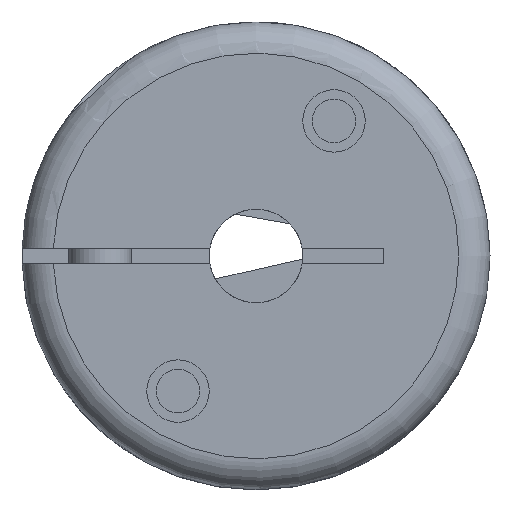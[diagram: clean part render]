
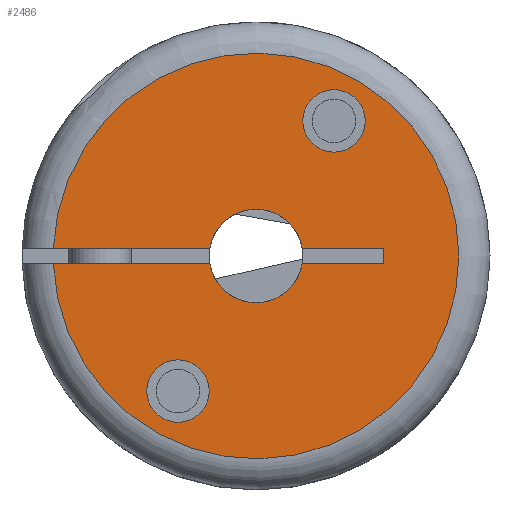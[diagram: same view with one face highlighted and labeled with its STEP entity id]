
A CAD part, left-side view. The second image highlights one B-rep face of the part: STEP entity #2486.
In plain terms, the highlighted planar face has unit normal (-1, 0, 0).
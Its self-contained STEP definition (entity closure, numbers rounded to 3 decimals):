
#138=LINE('',#3776,#318);
#139=LINE('',#3779,#319);
#140=LINE('',#3781,#320);
#141=LINE('',#3785,#321);
#142=LINE('',#3789,#322);
#318=VECTOR('',#3002,1000.);
#319=VECTOR('',#3003,1000.);
#320=VECTOR('',#3004,1000.);
#321=VECTOR('',#3007,1000.);
#322=VECTOR('',#3010,1000.);
#498=ORIENTED_EDGE('',*,*,#1160,.T.);
#499=ORIENTED_EDGE('',*,*,#1161,.T.);
#500=ORIENTED_EDGE('',*,*,#1162,.T.);
#501=ORIENTED_EDGE('',*,*,#1163,.T.);
#502=ORIENTED_EDGE('',*,*,#1164,.T.);
#503=ORIENTED_EDGE('',*,*,#1165,.T.);
#504=ORIENTED_EDGE('',*,*,#1166,.T.);
#505=ORIENTED_EDGE('',*,*,#1167,.F.);
#506=ORIENTED_EDGE('',*,*,#1168,.T.);
#507=ORIENTED_EDGE('',*,*,#1169,.T.);
#1160=EDGE_CURVE('',#1491,#1491,#1736,.T.);
#1161=EDGE_CURVE('',#1492,#1492,#1737,.T.);
#1162=EDGE_CURVE('',#1493,#1494,#138,.T.);
#1163=EDGE_CURVE('',#1494,#1495,#139,.T.);
#1164=EDGE_CURVE('',#1495,#1496,#140,.T.);
#1165=EDGE_CURVE('',#1496,#1497,#1738,.T.);
#1166=EDGE_CURVE('',#1497,#1498,#141,.T.);
#1167=EDGE_CURVE('',#1499,#1498,#1739,.T.);
#1168=EDGE_CURVE('',#1499,#1500,#142,.T.);
#1169=EDGE_CURVE('',#1500,#1493,#1740,.T.);
#1491=VERTEX_POINT('',#3773);
#1492=VERTEX_POINT('',#3775);
#1493=VERTEX_POINT('',#3777);
#1494=VERTEX_POINT('',#3778);
#1495=VERTEX_POINT('',#3780);
#1496=VERTEX_POINT('',#3782);
#1497=VERTEX_POINT('',#3784);
#1498=VERTEX_POINT('',#3786);
#1499=VERTEX_POINT('',#3788);
#1500=VERTEX_POINT('',#3790);
#1736=CIRCLE('',#2698,1.);
#1737=CIRCLE('',#2699,1.);
#1738=CIRCLE('',#2700,1.5);
#1739=CIRCLE('',#2701,6.5);
#1740=CIRCLE('',#2702,1.5);
#1859=EDGE_LOOP('',(#498));
#1860=EDGE_LOOP('',(#499));
#1861=EDGE_LOOP('',(#500,#501,#502,#503,#504,#505,#506,#507));
#2123=FACE_BOUND('',#1859,.T.);
#2124=FACE_BOUND('',#1860,.T.);
#2125=FACE_BOUND('',#1861,.T.);
#2387=PLANE('',#2697);
#2486=ADVANCED_FACE('',(#2123,#2124,#2125),#2387,.F.);
#2697=AXIS2_PLACEMENT_3D('',#3771,#2996,#2997);
#2698=AXIS2_PLACEMENT_3D('',#3772,#2998,#2999);
#2699=AXIS2_PLACEMENT_3D('',#3774,#3000,#3001);
#2700=AXIS2_PLACEMENT_3D('',#3783,#3005,#3006);
#2701=AXIS2_PLACEMENT_3D('',#3787,#3008,#3009);
#2702=AXIS2_PLACEMENT_3D('',#3791,#3011,#3012);
#2996=DIRECTION('',(1.,0.,0.));
#2997=DIRECTION('',(0.,0.,-1.));
#2998=DIRECTION('',(1.,0.,0.));
#2999=DIRECTION('',(0.,0.,-1.));
#3000=DIRECTION('',(1.,0.,0.));
#3001=DIRECTION('',(0.,0.,-1.));
#3002=DIRECTION('',(0.,-1.,0.));
#3003=DIRECTION('',(0.,0.,-1.));
#3004=DIRECTION('',(0.,1.,0.));
#3005=DIRECTION('',(1.,0.,0.));
#3006=DIRECTION('',(0.,0.,-1.));
#3007=DIRECTION('',(0.,1.,0.));
#3008=DIRECTION('',(1.,0.,0.));
#3009=DIRECTION('',(0.,0.,-1.));
#3010=DIRECTION('',(0.,-1.,0.));
#3011=DIRECTION('',(1.,0.,0.));
#3012=DIRECTION('',(0.,0.,-1.));
#3771=CARTESIAN_POINT('',(0.,0.,0.));
#3772=CARTESIAN_POINT('',(0.,2.5,-4.33));
#3773=CARTESIAN_POINT('',(0.,2.5,-5.33));
#3774=CARTESIAN_POINT('',(0.,-2.5,4.33));
#3775=CARTESIAN_POINT('',(0.,-2.5,3.33));
#3776=CARTESIAN_POINT('',(0.,0.,0.25));
#3777=CARTESIAN_POINT('',(0.,-1.479,0.25));
#3778=CARTESIAN_POINT('',(0.,-4.1,0.25));
#3779=CARTESIAN_POINT('',(0.,-4.1,0.25));
#3780=CARTESIAN_POINT('',(0.,-4.1,-0.25));
#3781=CARTESIAN_POINT('',(0.,-4.1,-0.25));
#3782=CARTESIAN_POINT('',(0.,-1.479,-0.25));
#3783=CARTESIAN_POINT('',(0.,0.,0.));
#3784=CARTESIAN_POINT('',(0.,1.479,-0.25));
#3785=CARTESIAN_POINT('',(0.,0.,-0.25));
#3786=CARTESIAN_POINT('',(0.,6.495,-0.25));
#3787=CARTESIAN_POINT('',(0.,0.,0.));
#3788=CARTESIAN_POINT('',(0.,6.495,0.25));
#3789=CARTESIAN_POINT('',(0.,7.5,0.25));
#3790=CARTESIAN_POINT('',(0.,1.479,0.25));
#3791=CARTESIAN_POINT('',(0.,0.,0.));
